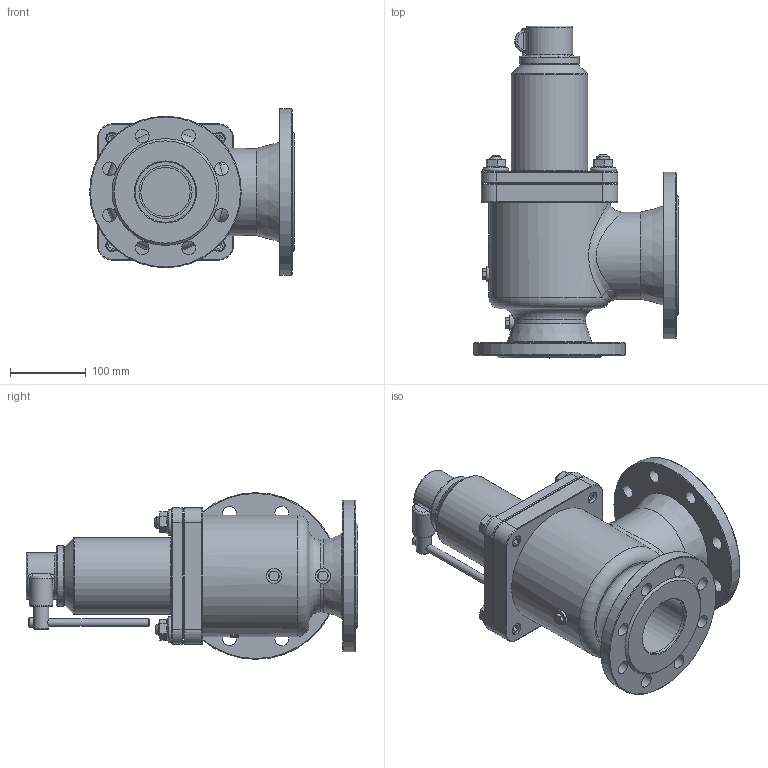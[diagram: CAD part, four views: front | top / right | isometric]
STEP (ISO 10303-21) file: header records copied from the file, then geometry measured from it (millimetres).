
FILE_DESCRIPTION(/* description */ (''),/* implementation_level */ '2;1');
FILE_NAME(/* name */ 'DN80_3D_STEP.stp',/* time_stamp */ '2024-03-15T00:47:48+03:00',/* author */ ('igorr'),/* organization */ (''),/* preprocessor_version */ 'ST-DEVELOPER v19.2',/* originating_system */ 'Autodesk Inventor 2023',/* authorisation */ '');
FILE_SCHEMA (('AUTOMOTIVE_DESIGN { 1 0 10303 214 3 1 1 }'));
Length unit declared in the file: millimetre
Products named in the file (7): Сборка; Деталь1; Деталь3; Деталь2; AS 1110 - M8 x 12; AS 1421 - M16 x 60 засверленный 
конец; DIN 6923 - M16
Assembly tree (13 placements, depth 2):
  Сборка
    Деталь1
    Деталь3
    Деталь2
    AS 1110 - M8 x 12  x2
    AS 1421 - M16 x 60 засверленный 
конец  x4
    DIN 6923 - M16  x4
Bounding box: 270 x 438 x 220 mm (x, y, z)
Volume: 4859621.2 mm3; surface area: 665347.2 mm2
Topology: 13 solids, 13 shells, 448 faces, 1052 edges, 659 vertices
Faces by surface type: plane 198, cylinder 106, cone 81, torus 35, bspline 28
Full cylindrical faces by diameter (mm): 8 x2, 10 x3, 13 x3, 13.835 x4, 16 x12, 18 x16, 20 x2, 30 x1, 50 x1, 59.763 x1, 60 x1, 65 x1, 70 x1, 79.352 x1, 79.926 x1, 80 x4, 86 x2, 100 x1, 100.905 x1, 115 x1, 140 x1, 150 x1, 200 x1, 220 x1
Entity records: 11243 total; most frequent: CARTESIAN_POINT 3398, DIRECTION 1570, ORIENTED_EDGE 1470, EDGE_CURVE 735, AXIS2_PLACEMENT_3D 649, VERTEX_POINT 467, EDGE_LOOP 402, CIRCLE 336
